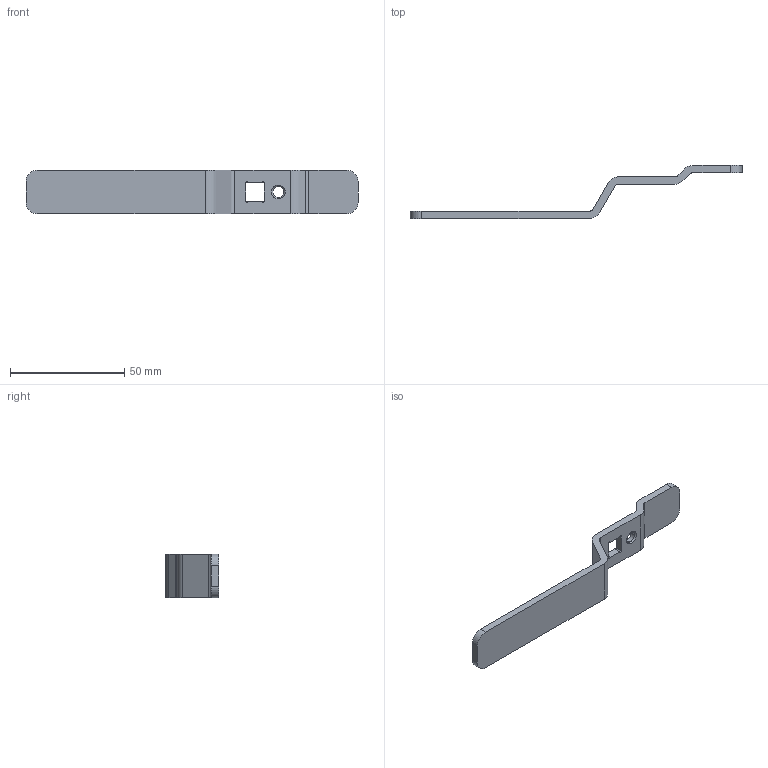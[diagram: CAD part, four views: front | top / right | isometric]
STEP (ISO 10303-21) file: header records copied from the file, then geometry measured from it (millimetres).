
FILE_DESCRIPTION((''),'2;1');
FILE_NAME('50-100-0.stp','2020-08-27T10:03:21',(''),(''),'Mechanical Desktop 2011','Mechanical Desktop 2011',', , ');
FILE_SCHEMA(('CONFIG_CONTROL_DESIGN'));
Length unit declared in the file: millimetre
Products named in the file (1): Product
Bounding box: 145 x 23.18 x 19 mm (x, y, z)
Volume: 8989.7 mm3; surface area: 6889 mm2
Topology: 1 solids, 1 shells, 40 faces, 110 edges, 72 vertices
Faces by surface type: plane 18, cylinder 14, cone 4, bspline 4
Entity records: 1437 total; most frequent: CARTESIAN_POINT 291, DIRECTION 224, ORIENTED_EDGE 220, EDGE_CURVE 110, AXIS2_PLACEMENT_3D 77, VERTEX_POINT 72, VECTOR 70, LINE 70
